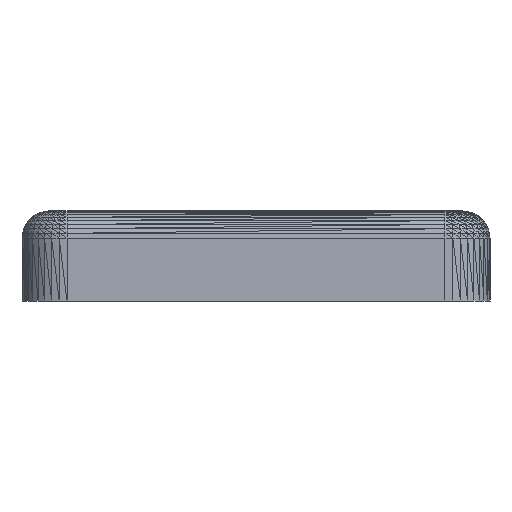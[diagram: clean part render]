
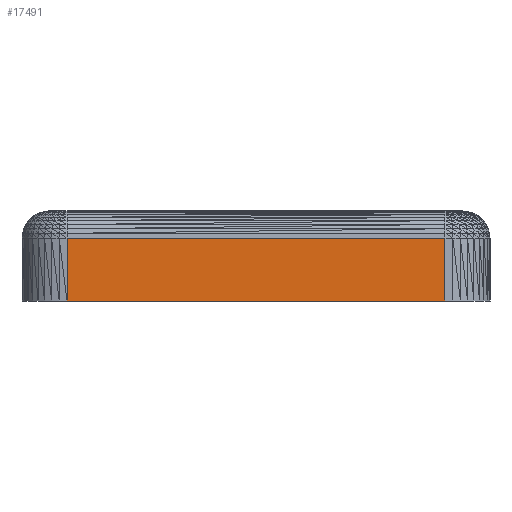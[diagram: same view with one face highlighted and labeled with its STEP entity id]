
A CAD part, left-side view. The second image highlights one B-rep face of the part: STEP entity #17491.
In plain terms, the highlighted planar face has unit normal (-1, 0, 0).
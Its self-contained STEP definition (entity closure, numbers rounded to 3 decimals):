
#99=FACE_OUTER_BOUND('',#1512,.T.);
#1512=EDGE_LOOP('',(#11747,#11748,#11749,#11750));
#3300=LINE('',#26396,#5727);
#3301=LINE('',#26398,#5728);
#3302=LINE('',#26400,#5729);
#3303=LINE('',#26401,#5730);
#5727=VECTOR('',#20848,10.);
#5728=VECTOR('',#20849,10.);
#5729=VECTOR('',#20850,10.);
#5730=VECTOR('',#20851,10.);
#8082=VERTEX_POINT('',#26394);
#8083=VERTEX_POINT('',#26395);
#8084=VERTEX_POINT('',#26397);
#8085=VERTEX_POINT('',#26399);
#9180=EDGE_CURVE('',#8082,#8083,#3300,.T.);
#9181=EDGE_CURVE('',#8082,#8084,#3301,.T.);
#9182=EDGE_CURVE('',#8084,#8085,#3302,.T.);
#9183=EDGE_CURVE('',#8083,#8085,#3303,.T.);
#11747=ORIENTED_EDGE('',*,*,#9180,.F.);
#11748=ORIENTED_EDGE('',*,*,#9181,.T.);
#11749=ORIENTED_EDGE('',*,*,#9182,.T.);
#11750=ORIENTED_EDGE('',*,*,#9183,.F.);
#16084=PLANE('',#18912);
#17491=ADVANCED_FACE('',(#99),#16084,.T.);
#18912=AXIS2_PLACEMENT_3D('',#26393,#20846,#20847);
#20846=DIRECTION('center_axis',(-1.,0.,0.));
#20847=DIRECTION('ref_axis',(0.,0.,1.));
#20848=DIRECTION('',(0.,1.,0.));
#20849=DIRECTION('',(0.,0.,1.));
#20850=DIRECTION('',(0.,1.,0.));
#20851=DIRECTION('',(0.,0.,1.));
#26393=CARTESIAN_POINT('Origin',(78.457,79.847,-86.749));
#26394=CARTESIAN_POINT('',(78.457,42.047,-90.549));
#26395=CARTESIAN_POINT('',(78.457,84.047,-90.549));
#26396=CARTESIAN_POINT('',(78.457,79.847,-90.549));
#26397=CARTESIAN_POINT('',(78.457,42.047,-83.549));
#26398=CARTESIAN_POINT('',(78.457,42.047,-90.549));
#26399=CARTESIAN_POINT('',(78.457,84.047,-83.549));
#26400=CARTESIAN_POINT('',(78.457,42.047,-83.549));
#26401=CARTESIAN_POINT('',(78.457,84.047,-90.549));
